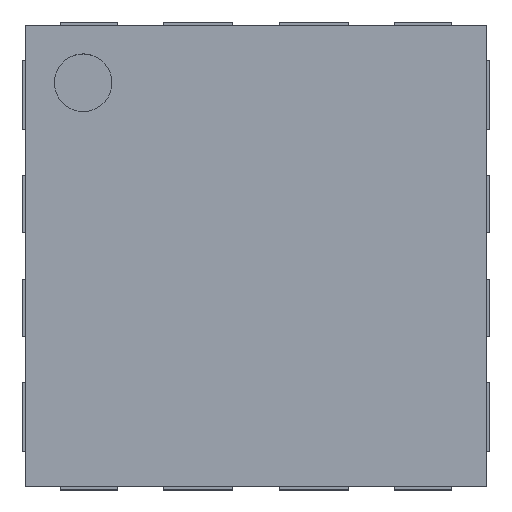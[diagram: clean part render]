
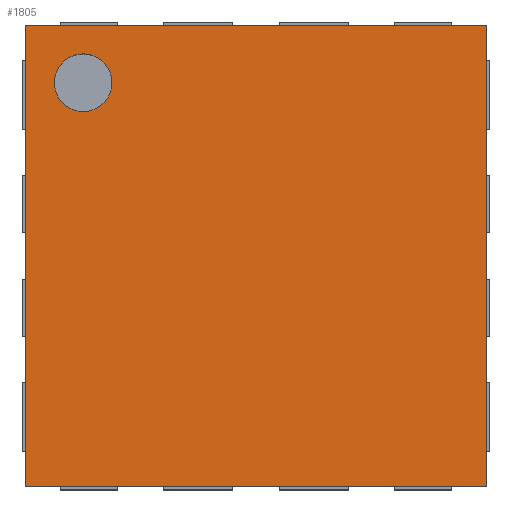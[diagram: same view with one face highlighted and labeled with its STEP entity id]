
A CAD part, top view. The second image highlights one B-rep face of the part: STEP entity #1805.
In plain terms, the highlighted planar face has unit normal (0, 0, 1).
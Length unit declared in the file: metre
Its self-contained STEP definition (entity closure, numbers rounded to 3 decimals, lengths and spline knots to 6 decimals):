
#105=CIRCLE('',#2369,0.000125);
#243=ORIENTED_EDGE('',*,*,#727,.F.);
#244=ORIENTED_EDGE('',*,*,#686,.F.);
#245=ORIENTED_EDGE('',*,*,#715,.T.);
#246=ORIENTED_EDGE('',*,*,#649,.T.);
#247=ORIENTED_EDGE('',*,*,#702,.F.);
#649=EDGE_CURVE('',#902,#901,#1071,.T.);
#686=EDGE_CURVE('',#933,#934,#1106,.T.);
#702=EDGE_CURVE('',#934,#901,#1122,.T.);
#715=EDGE_CURVE('',#933,#902,#1135,.T.);
#727=EDGE_CURVE('',#961,#961,#105,.T.);
#901=VERTEX_POINT('',#2956);
#902=VERTEX_POINT('',#2958);
#933=VERTEX_POINT('',#3027);
#934=VERTEX_POINT('',#3029);
#961=VERTEX_POINT('',#3103);
#1071=LINE('',#2957,#1315);
#1106=LINE('',#3028,#1350);
#1122=LINE('',#3057,#1366);
#1135=LINE('',#3080,#1379);
#1315=VECTOR('',#2493,1.);
#1350=VECTOR('',#2536,1.);
#1366=VECTOR('',#2554,1.);
#1379=VECTOR('',#2571,1.);
#1542=EDGE_LOOP('',(#243));
#1543=EDGE_LOOP('',(#244,#245,#246,#247));
#1632=FACE_BOUND('',#1542,.T.);
#1633=FACE_BOUND('',#1543,.T.);
#1722=PLANE('',#2368);
#1805=ADVANCED_FACE('',(#1632,#1633),#1722,.T.);
#2368=AXIS2_PLACEMENT_3D('',#3101,#2587,#2588);
#2369=AXIS2_PLACEMENT_3D('',#3102,#2589,#2590);
#2493=DIRECTION('',(1.,0.,0.));
#2536=DIRECTION('',(1.,0.,0.));
#2554=DIRECTION('',(0.,-1.,0.));
#2571=DIRECTION('',(0.,-1.,0.));
#2587=DIRECTION('',(0.,0.,1.));
#2588=DIRECTION('',(1.,0.,0.));
#2589=DIRECTION('',(0.,0.,1.));
#2590=DIRECTION('',(1.,0.,0.));
#2956=CARTESIAN_POINT('',(0.001,-0.001,0.001));
#2957=CARTESIAN_POINT('',(0.,-0.001,0.001));
#2958=CARTESIAN_POINT('',(-0.001,-0.001,0.001));
#3027=CARTESIAN_POINT('',(-0.001,0.001,0.001));
#3028=CARTESIAN_POINT('',(0.,0.001,0.001));
#3029=CARTESIAN_POINT('',(0.001,0.001,0.001));
#3057=CARTESIAN_POINT('',(0.001,0.,0.001));
#3080=CARTESIAN_POINT('',(-0.001,0.,0.001));
#3101=CARTESIAN_POINT('',(0.,0.,0.001));
#3102=CARTESIAN_POINT('',(-0.00075,0.00075,0.001));
#3103=CARTESIAN_POINT('',(-0.000625,0.00075,0.001));
